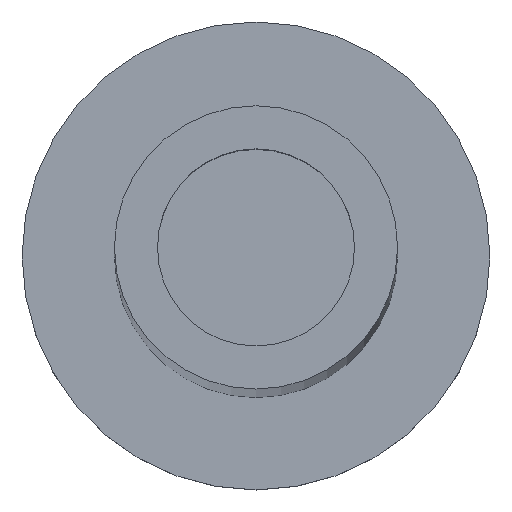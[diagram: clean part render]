
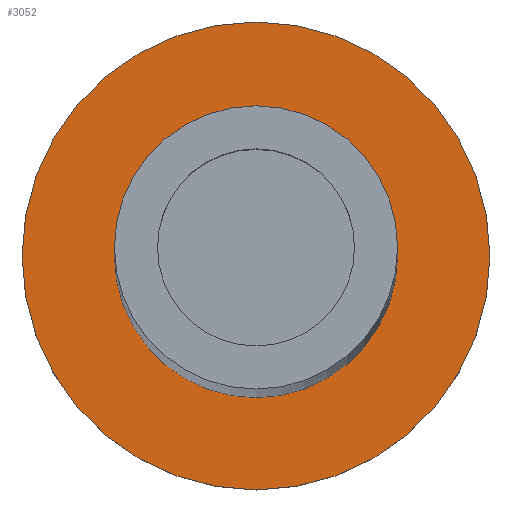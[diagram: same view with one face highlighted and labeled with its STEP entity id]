
A CAD part, top view. The second image highlights one B-rep face of the part: STEP entity #3052.
In plain terms, the highlighted planar face has unit normal (0, 0, 1).
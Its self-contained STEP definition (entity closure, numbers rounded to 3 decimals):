
#19 = DIRECTION ( 'NONE',  ( -1., 0., 0. ) ) ;
#61 = DIRECTION ( 'NONE',  ( -1., 0., 0. ) ) ;
#163 = DIRECTION ( 'NONE',  ( -1., 0., 0. ) ) ;
#306 = VERTEX_POINT ( 'NONE', #727 ) ;
#371 = DIRECTION ( 'NONE',  ( -1., 0., 0. ) ) ;
#508 = DIRECTION ( 'NONE',  ( 0., 0., -1. ) ) ;
#529 = EDGE_LOOP ( 'NONE', ( #2032, #1607 ) ) ;
#630 = CARTESIAN_POINT ( 'NONE',  ( 19., 0., 500.68 ) ) ;
#727 = CARTESIAN_POINT ( 'NONE',  ( -11.5, 0., 500.68 ) ) ;
#831 = ORIENTED_EDGE ( 'NONE', *, *, #2222, .T. ) ;
#882 = CARTESIAN_POINT ( 'NONE',  ( 0., 0., 500.68 ) ) ;
#885 = CIRCLE ( 'NONE', #2676, 19. ) ;
#953 = CARTESIAN_POINT ( 'NONE',  ( 0., 0., 500.68 ) ) ;
#1021 = CARTESIAN_POINT ( 'NONE',  ( 0., 0., 500.68 ) ) ;
#1137 = EDGE_CURVE ( 'NONE', #1309, #2273, #3216, .T. ) ;
#1154 = DIRECTION ( 'NONE',  ( 0., 0., -1. ) ) ;
#1309 = VERTEX_POINT ( 'NONE', #630 ) ;
#1314 = DIRECTION ( 'NONE',  ( 0., 0., -1. ) ) ;
#1351 = CARTESIAN_POINT ( 'NONE',  ( 0., 0., 500.68 ) ) ;
#1594 = FACE_BOUND ( 'NONE', #2397, .T. ) ;
#1607 = ORIENTED_EDGE ( 'NONE', *, *, #2657, .F. ) ;
#1650 = AXIS2_PLACEMENT_3D ( 'NONE', #1351, #1314, #19 ) ;
#1772 = AXIS2_PLACEMENT_3D ( 'NONE', #882, #2706, #371 ) ;
#1867 = DIRECTION ( 'NONE',  ( -1., 0., 0. ) ) ;
#1935 = EDGE_CURVE ( 'NONE', #3053, #306, #2024, .T. ) ;
#2024 = CIRCLE ( 'NONE', #2907, 11.5 ) ;
#2032 = ORIENTED_EDGE ( 'NONE', *, *, #1137, .F. ) ;
#2121 = FACE_OUTER_BOUND ( 'NONE', #529, .T. ) ;
#2222 = EDGE_CURVE ( 'NONE', #306, #3053, #3230, .T. ) ;
#2273 = VERTEX_POINT ( 'NONE', #2664 ) ;
#2397 = EDGE_LOOP ( 'NONE', ( #831, #2895 ) ) ;
#2657 = EDGE_CURVE ( 'NONE', #2273, #1309, #885, .T. ) ;
#2664 = CARTESIAN_POINT ( 'NONE',  ( -19., 0., 500.68 ) ) ;
#2676 = AXIS2_PLACEMENT_3D ( 'NONE', #3151, #508, #1867 ) ;
#2706 = DIRECTION ( 'NONE',  ( 0., 0., -1. ) ) ;
#2895 = ORIENTED_EDGE ( 'NONE', *, *, #1935, .T. ) ;
#2907 = AXIS2_PLACEMENT_3D ( 'NONE', #953, #3310, #163 ) ;
#2921 = PLANE ( 'NONE',  #3019 ) ;
#3009 = CARTESIAN_POINT ( 'NONE',  ( 11.5, 0., 500.68 ) ) ;
#3019 = AXIS2_PLACEMENT_3D ( 'NONE', #1021, #1154, #61 ) ;
#3052 = ADVANCED_FACE ( 'NONE', ( #1594, #2121 ), #2921, .F. ) ;
#3053 = VERTEX_POINT ( 'NONE', #3009 ) ;
#3151 = CARTESIAN_POINT ( 'NONE',  ( 0., 0., 500.68 ) ) ;
#3216 = CIRCLE ( 'NONE', #1650, 19. ) ;
#3230 = CIRCLE ( 'NONE', #1772, 11.5 ) ;
#3310 = DIRECTION ( 'NONE',  ( 0., 0., -1. ) ) ;
